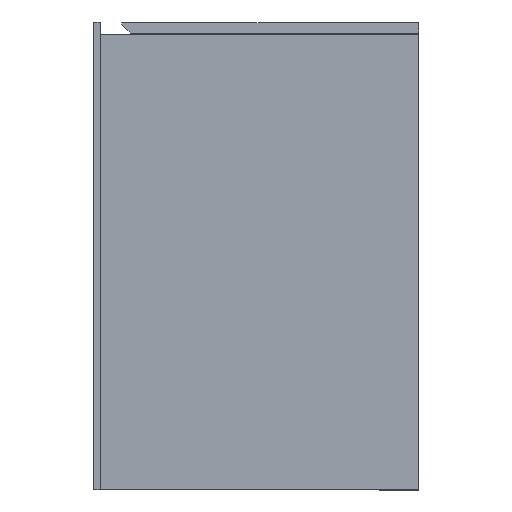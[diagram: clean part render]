
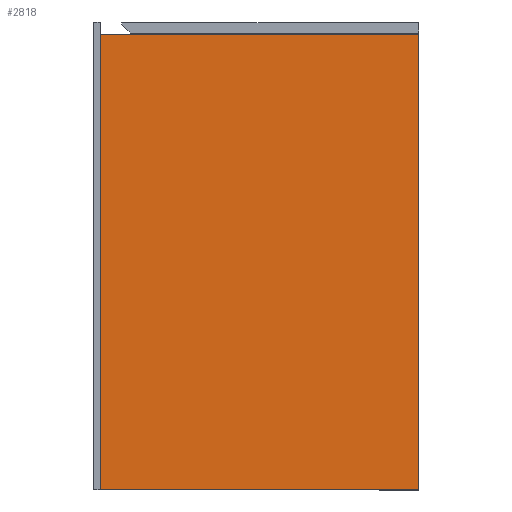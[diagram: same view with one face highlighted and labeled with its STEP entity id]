
A CAD part, left-side view. The second image highlights one B-rep face of the part: STEP entity #2818.
In plain terms, the highlighted planar face has unit normal (-1, 0, 0).
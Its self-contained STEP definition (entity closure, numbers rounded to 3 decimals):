
#372 = LINE ( 'NONE', #18691, #20680 ) ;
#476 = CARTESIAN_POINT ( 'NONE',  ( 2., 0., -15. ) ) ;
#2818 = ADVANCED_FACE ( 'NONE', ( #13098 ), #13113, .F. ) ;
#3578 = CARTESIAN_POINT ( 'NONE',  ( 2., 374., -550. ) ) ;
#4801 = DIRECTION ( 'NONE',  ( 0., -1., 0. ) ) ;
#12816 = DIRECTION ( 'NONE',  ( 0., 0., -1. ) ) ;
#13027 = CARTESIAN_POINT ( 'NONE',  ( 2., 909.337, -550. ) ) ;
#13038 = DIRECTION ( 'NONE',  ( 1., 0., 0. ) ) ;
#13098 = FACE_OUTER_BOUND ( 'NONE', #44086, .T. ) ;
#13113 = PLANE ( 'NONE',  #24408 ) ;
#14253 = ORIENTED_EDGE ( 'NONE', *, *, #34457, .F. ) ;
#14386 = VERTEX_POINT ( 'NONE', #57958 ) ;
#15376 = CARTESIAN_POINT ( 'NONE',  ( 2., 909.337, -550. ) ) ;
#16407 = EDGE_CURVE ( 'NONE', #14386, #42886, #372, .T. ) ;
#18691 = CARTESIAN_POINT ( 'NONE',  ( 2., 0., -550. ) ) ;
#20680 = VECTOR ( 'NONE', #36785, 1000. ) ;
#21348 = VECTOR ( 'NONE', #4801, 1000. ) ;
#21822 = DIRECTION ( 'NONE',  ( 0., 0., 1. ) ) ;
#23770 = ORIENTED_EDGE ( 'NONE', *, *, #40372, .F. ) ;
#24408 = AXIS2_PLACEMENT_3D ( 'NONE', #13027, #13038, #12816 ) ;
#25525 = CARTESIAN_POINT ( 'NONE',  ( 2., 374., -15. ) ) ;
#27200 = VERTEX_POINT ( 'NONE', #25525 ) ;
#27477 = LINE ( 'NONE', #45745, #21348 ) ;
#29308 = ORIENTED_EDGE ( 'NONE', *, *, #16407, .T. ) ;
#33442 = DIRECTION ( 'NONE',  ( 0., -1., 0. ) ) ;
#34457 = EDGE_CURVE ( 'NONE', #27200, #42886, #27477, .T. ) ;
#35205 = VECTOR ( 'NONE', #21822, 1000. ) ;
#36785 = DIRECTION ( 'NONE',  ( 0., 0., 1. ) ) ;
#40372 = EDGE_CURVE ( 'NONE', #42440, #27200, #44529, .T. ) ;
#42440 = VERTEX_POINT ( 'NONE', #54801 ) ;
#42886 = VERTEX_POINT ( 'NONE', #476 ) ;
#44086 = EDGE_LOOP ( 'NONE', ( #23770, #45603, #29308, #14253 ) ) ;
#44529 = LINE ( 'NONE', #3578, #35205 ) ;
#44785 = VECTOR ( 'NONE', #33442, 1000. ) ;
#45603 = ORIENTED_EDGE ( 'NONE', *, *, #55764, .T. ) ;
#45745 = CARTESIAN_POINT ( 'NONE',  ( 2., 909.337, -15. ) ) ;
#54801 = CARTESIAN_POINT ( 'NONE',  ( 2., 374., -550. ) ) ;
#55764 = EDGE_CURVE ( 'NONE', #42440, #14386, #56103, .T. ) ;
#56103 = LINE ( 'NONE', #15376, #44785 ) ;
#57958 = CARTESIAN_POINT ( 'NONE',  ( 2., 0., -550. ) ) ;
